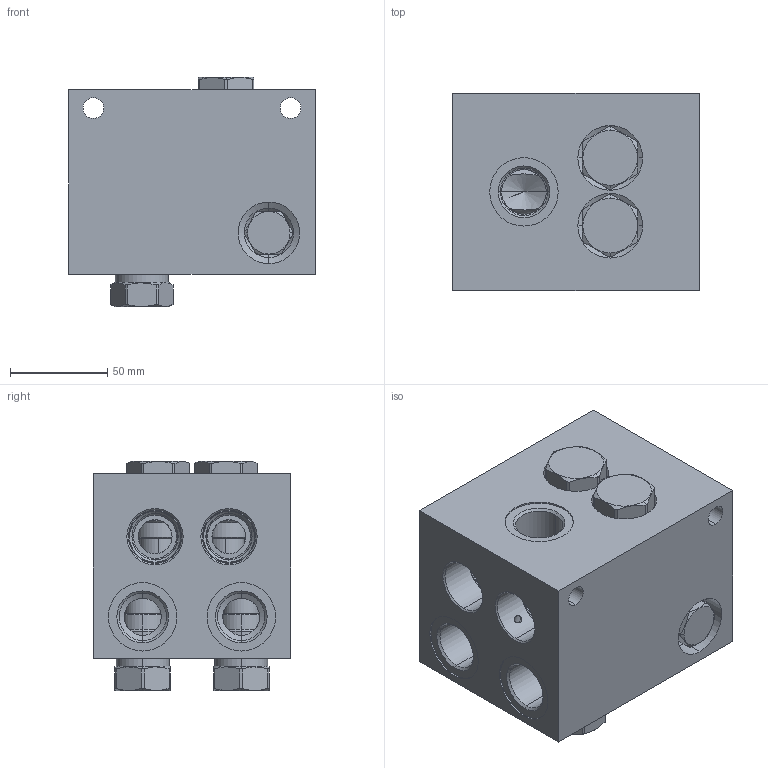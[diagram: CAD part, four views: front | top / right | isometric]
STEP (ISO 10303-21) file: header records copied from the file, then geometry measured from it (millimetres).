
FILE_DESCRIPTION((''),'2;1');
FILE_NAME('5BW_ASM','2020-01-21T',('ProEService'),(''),'PRO/ENGINEER BY PARAMETRIC TECHNOLOGY CORPORATION, 2014200','PRO/ENGINEER BY PARAMETRIC TECHNOLOGY CORPORATION, 2014200','');
FILE_SCHEMA(('CONFIG_CONTROL_DESIGN'));
Length unit declared in the file: inch
Products named in the file (4): 153-442-008; CXFAXAN; CSADXXN; 5BW_ASM
Assembly tree (6 placements, depth 2):
  5BW_ASM
    153-442-008
    CXFAXAN  x4
    CSADXXN
Bounding box: 127 x 101.6 x 118.26 mm (x, y, z)
Volume: 1034116.2 mm3; surface area: 159122.8 mm2
Topology: 17 solids, 17 shells, 778 faces, 2190 edges, 1670 vertices
Faces by surface type: cylinder 317, cone 186, plane 125, torus 104, revolution 44, sphere 2
Entity records: 20459 total; most frequent: CARTESIAN_POINT 6799, DIRECTION 2980, ORIENTED_EDGE 2236, EDGE_CURVE 1118, AXIS2_PLACEMENT_3D 1072, VECTOR 816, LINE 816, VERTEX_POINT 667
